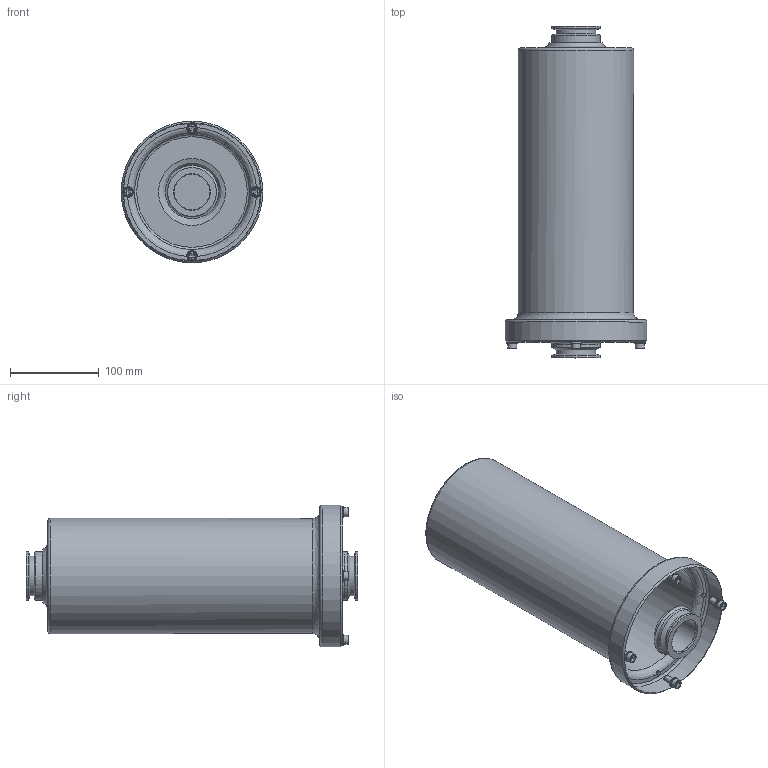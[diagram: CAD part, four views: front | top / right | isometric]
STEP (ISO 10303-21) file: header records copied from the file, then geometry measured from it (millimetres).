
FILE_DESCRIPTION((''),'2;1');
FILE_NAME('PK940029_SW.stp','2008-08-26T10:43:12',('selzer-f'),(''),'Autodesk Inventor 11','Autodesk Inventor 11','');
FILE_SCHEMA(('AUTOMOTIVE_DESIGN { 1 0 10303 214 1 1 1 1 }'));
Length unit declared in the file: millimetre
Products named in the file (1): PK940029_SW
Bounding box: 160 x 374.7 x 160 mm (x, y, z)
Volume: 4606756 mm3; surface area: 196775.9 mm2
Topology: 6 solids, 6 shells, 126 faces, 282 edges, 182 vertices
Faces by surface type: plane 59, cylinder 37, cone 16, torus 8, bspline 6
Full cylindrical faces by diameter (mm): 4.917 x4, 6 x4, 6.4 x4, 6.6 x4, 10 x4, 12 x4, 40 x2, 41.2 x2, 44.5 x3, 55 x4, 130 x1, 160 x1
Entity records: 3195 total; most frequent: CARTESIAN_POINT 862, DIRECTION 494, ORIENTED_EDGE 360, AXIS2_PLACEMENT_3D 223, EDGE_LOOP 218, EDGE_CURVE 180, VERTEX_POINT 148, FACE_OUTER_BOUND 126
